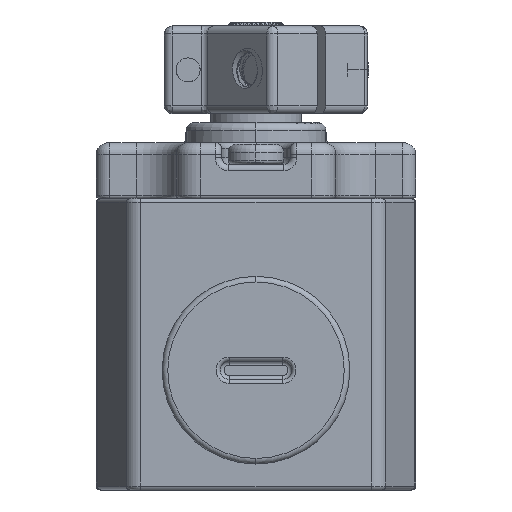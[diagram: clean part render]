
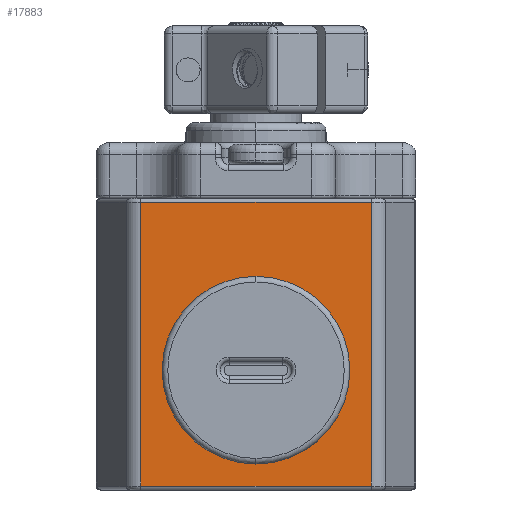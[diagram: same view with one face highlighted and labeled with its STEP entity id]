
A CAD part, front view. The second image highlights one B-rep face of the part: STEP entity #17883.
In plain terms, the highlighted planar face has unit normal (0, -1, 0).
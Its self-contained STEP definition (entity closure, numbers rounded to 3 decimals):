
#2911 = CIRCLE ( 'NONE', #11334, 11. ) ;
#6492 = CARTESIAN_POINT ( 'NONE',  ( -20., -80., 0.5 ) ) ;
#7936 = CARTESIAN_POINT ( 'NONE',  ( 14.401, -80., 36. ) ) ;
#8547 = CIRCLE ( 'NONE', #54645, 11. ) ;
#11334 = AXIS2_PLACEMENT_3D ( 'NONE', #12154, #68402, #20213 ) ;
#11522 = EDGE_LOOP ( 'NONE', ( #24988, #53443, #47942, #70377 ) ) ;
#12154 = CARTESIAN_POINT ( 'NONE',  ( 0., -80., 15. ) ) ;
#12228 = EDGE_CURVE ( 'NONE', #42707, #68941, #89812, .T. ) ;
#12310 = LINE ( 'NONE', #16084, #68911 ) ;
#13661 = CARTESIAN_POINT ( 'NONE',  ( -20., -80., 36.5 ) ) ;
#16084 = CARTESIAN_POINT ( 'NONE',  ( -14.401, -80., 36.5 ) ) ;
#17883 = ADVANCED_FACE ( 'NONE', ( #34729, #56102 ), #94164, .F. ) ;
#19600 = CARTESIAN_POINT ( 'NONE',  ( -14.401, -80., 36. ) ) ;
#20213 = DIRECTION ( 'NONE',  ( 0., 0., 1. ) ) ;
#22388 = CARTESIAN_POINT ( 'NONE',  ( 0., -80., 4. ) ) ;
#24988 = ORIENTED_EDGE ( 'NONE', *, *, #34763, .T. ) ;
#28347 = AXIS2_PLACEMENT_3D ( 'NONE', #13661, #46014, #102191 ) ;
#29476 = CARTESIAN_POINT ( 'NONE',  ( 14.401, -80., 0.5 ) ) ;
#31233 = DIRECTION ( 'NONE',  ( 0., 1., 0. ) ) ;
#33259 = DIRECTION ( 'NONE',  ( 0., 0., 1. ) ) ;
#34473 = ORIENTED_EDGE ( 'NONE', *, *, #91041, .T. ) ;
#34729 = FACE_BOUND ( 'NONE', #56425, .T. ) ;
#34763 = EDGE_CURVE ( 'NONE', #96940, #64650, #12310, .T. ) ;
#40872 = VECTOR ( 'NONE', #69187, 1000. ) ;
#42707 = VERTEX_POINT ( 'NONE', #29476 ) ;
#46014 = DIRECTION ( 'NONE',  ( 0., 1., 0. ) ) ;
#47224 = LINE ( 'NONE', #6492, #68578 ) ;
#47942 = ORIENTED_EDGE ( 'NONE', *, *, #12228, .T. ) ;
#49694 = CARTESIAN_POINT ( 'NONE',  ( 0., -80., 26. ) ) ;
#52064 = VECTOR ( 'NONE', #33259, 1000. ) ;
#53443 = ORIENTED_EDGE ( 'NONE', *, *, #77689, .T. ) ;
#53855 = EDGE_CURVE ( 'NONE', #68941, #96940, #86134, .T. ) ;
#54343 = EDGE_CURVE ( 'NONE', #55462, #63731, #2911, .T. ) ;
#54645 = AXIS2_PLACEMENT_3D ( 'NONE', #79415, #31233, #87510 ) ;
#55462 = VERTEX_POINT ( 'NONE', #22388 ) ;
#56102 = FACE_OUTER_BOUND ( 'NONE', #11522, .T. ) ;
#56425 = EDGE_LOOP ( 'NONE', ( #85153, #34473 ) ) ;
#62770 = DIRECTION ( 'NONE',  ( 1., 0., 0. ) ) ;
#63731 = VERTEX_POINT ( 'NONE', #49694 ) ;
#64650 = VERTEX_POINT ( 'NONE', #79104 ) ;
#68402 = DIRECTION ( 'NONE',  ( 0., 1., 0. ) ) ;
#68578 = VECTOR ( 'NONE', #62770, 1000. ) ;
#68911 = VECTOR ( 'NONE', #88168, 1000. ) ;
#68941 = VERTEX_POINT ( 'NONE', #7936 ) ;
#69187 = DIRECTION ( 'NONE',  ( -1., 0., 0. ) ) ;
#70377 = ORIENTED_EDGE ( 'NONE', *, *, #53855, .T. ) ;
#77689 = EDGE_CURVE ( 'NONE', #64650, #42707, #47224, .T. ) ;
#79104 = CARTESIAN_POINT ( 'NONE',  ( -14.401, -80., 0.5 ) ) ;
#79415 = CARTESIAN_POINT ( 'NONE',  ( 0., -80., 15. ) ) ;
#81471 = CARTESIAN_POINT ( 'NONE',  ( 14.401, -80., 36.5 ) ) ;
#85153 = ORIENTED_EDGE ( 'NONE', *, *, #54343, .T. ) ;
#86134 = LINE ( 'NONE', #93075, #40872 ) ;
#87510 = DIRECTION ( 'NONE',  ( 0., 0., 1. ) ) ;
#88168 = DIRECTION ( 'NONE',  ( 0., 0., -1. ) ) ;
#89812 = LINE ( 'NONE', #81471, #52064 ) ;
#91041 = EDGE_CURVE ( 'NONE', #63731, #55462, #8547, .T. ) ;
#93075 = CARTESIAN_POINT ( 'NONE',  ( -14.401, -80., 36. ) ) ;
#94164 = PLANE ( 'NONE',  #28347 ) ;
#96940 = VERTEX_POINT ( 'NONE', #19600 ) ;
#102191 = DIRECTION ( 'NONE',  ( 0., 0., 1. ) ) ;
